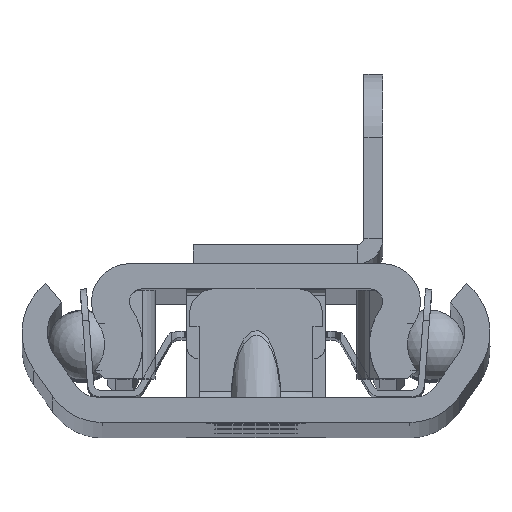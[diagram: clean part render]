
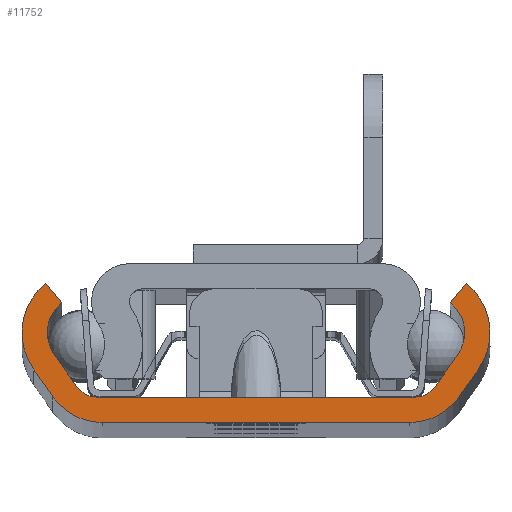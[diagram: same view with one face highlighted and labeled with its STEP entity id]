
A CAD part, top view. The second image highlights one B-rep face of the part: STEP entity #11752.
In plain terms, the highlighted face is planar.
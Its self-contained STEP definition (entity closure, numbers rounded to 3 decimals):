
#145=LINE('',#16878,#1433);
#172=LINE('',#16977,#1460);
#224=LINE('',#17159,#1512);
#228=LINE('',#17171,#1516);
#272=LINE('',#17342,#1560);
#275=LINE('',#17351,#1563);
#279=LINE('',#17366,#1567);
#282=LINE('',#17375,#1570);
#1433=VECTOR('',#13419,24.319);
#1460=VECTOR('',#13470,25.1);
#1512=VECTOR('',#13598,2.001);
#1516=VECTOR('',#13610,2.001);
#1560=VECTOR('',#13748,2.694);
#1563=VECTOR('',#13759,3.084);
#1567=VECTOR('',#13777,3.084);
#1570=VECTOR('',#13788,2.694);
#2761=PLANE('',#12438);
#3421=FACE_OUTER_BOUND('',#4061,.T.);
#4061=EDGE_LOOP('',(#8372,#8373,#8374,#8375,#8376,#8377,#8378,#8379,#8380,
#8381,#8382,#8383,#8384,#8385,#8386,#8387));
#4726=CIRCLE('',#12366,3.);
#4728=CIRCLE('',#12370,5.);
#4738=CIRCLE('',#12417,4.75);
#4741=CIRCLE('',#12422,5.);
#4742=CIRCLE('',#12425,2.);
#4744=CIRCLE('',#12428,2.);
#4747=CIRCLE('',#12433,3.);
#4748=CIRCLE('',#12436,4.75);
#5065=VERTEX_POINT('',#16876);
#5066=VERTEX_POINT('',#16877);
#5101=VERTEX_POINT('',#16975);
#5102=VERTEX_POINT('',#16976);
#5151=VERTEX_POINT('',#17149);
#5152=VERTEX_POINT('',#17151);
#5154=VERTEX_POINT('',#17157);
#5155=VERTEX_POINT('',#17161);
#5156=VERTEX_POINT('',#17163);
#5158=VERTEX_POINT('',#17169);
#5183=VERTEX_POINT('',#17335);
#5185=VERTEX_POINT('',#17341);
#5187=VERTEX_POINT('',#17350);
#5189=VERTEX_POINT('',#17359);
#5191=VERTEX_POINT('',#17365);
#5193=VERTEX_POINT('',#17374);
#6243=EDGE_CURVE('',#5065,#5066,#145,.T.);
#6281=EDGE_CURVE('',#5101,#5102,#172,.T.);
#6350=EDGE_CURVE('',#5151,#5152,#4726,.T.);
#6354=EDGE_CURVE('',#5154,#5151,#224,.T.);
#6356=EDGE_CURVE('',#5155,#5156,#4728,.T.);
#6360=EDGE_CURVE('',#5158,#5155,#228,.T.);
#6417=EDGE_CURVE('',#5066,#5183,#4738,.T.);
#6420=EDGE_CURVE('',#5183,#5185,#272,.T.);
#6424=EDGE_CURVE('',#5185,#5154,#4741,.T.);
#6425=EDGE_CURVE('',#5152,#5187,#275,.T.);
#6428=EDGE_CURVE('',#5187,#5101,#4742,.T.);
#6430=EDGE_CURVE('',#5102,#5189,#4744,.T.);
#6433=EDGE_CURVE('',#5189,#5191,#279,.T.);
#6437=EDGE_CURVE('',#5191,#5158,#4747,.T.);
#6438=EDGE_CURVE('',#5156,#5193,#282,.T.);
#6441=EDGE_CURVE('',#5193,#5065,#4748,.T.);
#8372=ORIENTED_EDGE('',*,*,#6417,.F.);
#8373=ORIENTED_EDGE('',*,*,#6243,.F.);
#8374=ORIENTED_EDGE('',*,*,#6441,.F.);
#8375=ORIENTED_EDGE('',*,*,#6438,.F.);
#8376=ORIENTED_EDGE('',*,*,#6356,.F.);
#8377=ORIENTED_EDGE('',*,*,#6360,.F.);
#8378=ORIENTED_EDGE('',*,*,#6437,.F.);
#8379=ORIENTED_EDGE('',*,*,#6433,.F.);
#8380=ORIENTED_EDGE('',*,*,#6430,.F.);
#8381=ORIENTED_EDGE('',*,*,#6281,.F.);
#8382=ORIENTED_EDGE('',*,*,#6428,.F.);
#8383=ORIENTED_EDGE('',*,*,#6425,.F.);
#8384=ORIENTED_EDGE('',*,*,#6350,.F.);
#8385=ORIENTED_EDGE('',*,*,#6354,.F.);
#8386=ORIENTED_EDGE('',*,*,#6424,.F.);
#8387=ORIENTED_EDGE('',*,*,#6420,.F.);
#11752=ADVANCED_FACE('',(#3421),#2761,.F.);
#12366=AXIS2_PLACEMENT_3D('',#17152,#13590,#13591);
#12370=AXIS2_PLACEMENT_3D('',#17164,#13602,#13603);
#12417=AXIS2_PLACEMENT_3D('',#17336,#13741,#13742);
#12422=AXIS2_PLACEMENT_3D('',#17348,#13755,#13756);
#12425=AXIS2_PLACEMENT_3D('',#17356,#13764,#13765);
#12428=AXIS2_PLACEMENT_3D('',#17360,#13770,#13771);
#12433=AXIS2_PLACEMENT_3D('',#17372,#13784,#13785);
#12436=AXIS2_PLACEMENT_3D('',#17380,#13793,#13794);
#12438=AXIS2_PLACEMENT_3D('',#17382,#13797,#13798);
#13419=DIRECTION('',(1.,0.,0.));
#13470=DIRECTION('',(-1.,0.,0.));
#13590=DIRECTION('center_axis',(0.,0.,-1.));
#13591=DIRECTION('ref_axis',(-0.819,0.574,0.));
#13598=DIRECTION('',(-0.639,-0.769,0.));
#13602=DIRECTION('center_axis',(0.,0.,1.));
#13603=DIRECTION('ref_axis',(-0.626,0.78,0.));
#13610=DIRECTION('',(-0.639,0.769,0.));
#13741=DIRECTION('center_axis',(0.,0.,1.));
#13742=DIRECTION('ref_axis',(0.,-1.,0.));
#13748=DIRECTION('',(0.574,0.819,0.));
#13755=DIRECTION('center_axis',(0.,0.,1.));
#13756=DIRECTION('ref_axis',(0.819,-0.574,0.));
#13759=DIRECTION('',(-0.574,-0.819,0.));
#13764=DIRECTION('center_axis',(0.,0.,-1.));
#13765=DIRECTION('ref_axis',(0.,1.,0.));
#13770=DIRECTION('center_axis',(0.,0.,-1.));
#13771=DIRECTION('ref_axis',(0.819,0.574,0.));
#13777=DIRECTION('',(-0.574,0.819,0.));
#13784=DIRECTION('center_axis',(0.,0.,-1.));
#13785=DIRECTION('ref_axis',(0.617,-0.787,0.));
#13788=DIRECTION('',(0.574,-0.819,0.));
#13793=DIRECTION('center_axis',(0.,0.,1.));
#13794=DIRECTION('ref_axis',(-0.819,-0.574,0.));
#13797=DIRECTION('center_axis',(0.,0.,1.));
#13798=DIRECTION('ref_axis',(1.,0.,0.));
#16876=CARTESIAN_POINT('',(-12.16,0.,-700.));
#16877=CARTESIAN_POINT('',(12.16,0.,-700.));
#16878=CARTESIAN_POINT('',(0.,0.,-700.));
#16975=CARTESIAN_POINT('',(12.55,2.,-700.));
#16976=CARTESIAN_POINT('',(-12.55,2.,-700.));
#16977=CARTESIAN_POINT('',(0.,2.,-700.));
#17149=CARTESIAN_POINT('',(15.35,9.462,-700.));
#17151=CARTESIAN_POINT('',(15.957,5.379,-700.));
#17152=CARTESIAN_POINT('Origin',(13.5,7.1,-700.));
#17157=CARTESIAN_POINT('',(16.629,11.,-700.));
#17159=CARTESIAN_POINT('',(16.629,11.,-700.));
#17161=CARTESIAN_POINT('',(-16.629,11.,-700.));
#17163=CARTESIAN_POINT('',(-17.596,4.232,-700.));
#17164=CARTESIAN_POINT('Origin',(-13.5,7.1,-700.));
#17169=CARTESIAN_POINT('',(-15.35,9.462,-700.));
#17171=CARTESIAN_POINT('',(-15.35,9.462,-700.));
#17335=CARTESIAN_POINT('',(16.051,2.026,-700.));
#17336=CARTESIAN_POINT('Origin',(12.16,4.75,-700.));
#17341=CARTESIAN_POINT('',(17.596,4.232,-700.));
#17342=CARTESIAN_POINT('',(16.051,2.026,-700.));
#17348=CARTESIAN_POINT('Origin',(13.5,7.1,-700.));
#17350=CARTESIAN_POINT('',(14.188,2.853,-700.));
#17351=CARTESIAN_POINT('',(15.957,5.379,-700.));
#17356=CARTESIAN_POINT('Origin',(12.55,4.,-700.));
#17359=CARTESIAN_POINT('',(-14.188,2.853,-700.));
#17360=CARTESIAN_POINT('Origin',(-12.55,4.,-700.));
#17365=CARTESIAN_POINT('',(-15.957,5.379,-700.));
#17366=CARTESIAN_POINT('',(-14.188,2.853,-700.));
#17372=CARTESIAN_POINT('Origin',(-13.5,7.1,-700.));
#17374=CARTESIAN_POINT('',(-16.051,2.026,-700.));
#17375=CARTESIAN_POINT('',(-17.596,4.232,-700.));
#17380=CARTESIAN_POINT('Origin',(-12.16,4.75,-700.));
#17382=CARTESIAN_POINT('Origin',(0.,3.266,-700.));
